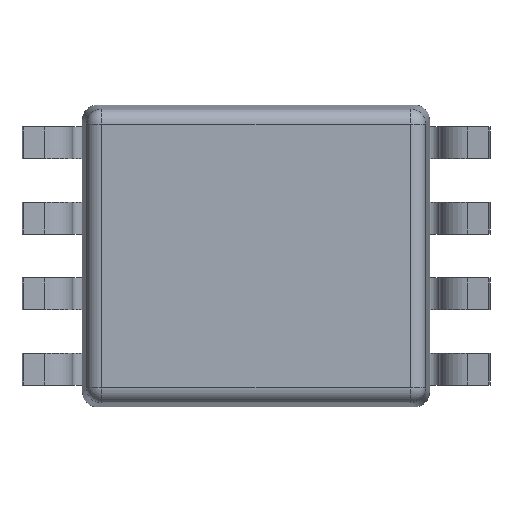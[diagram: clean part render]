
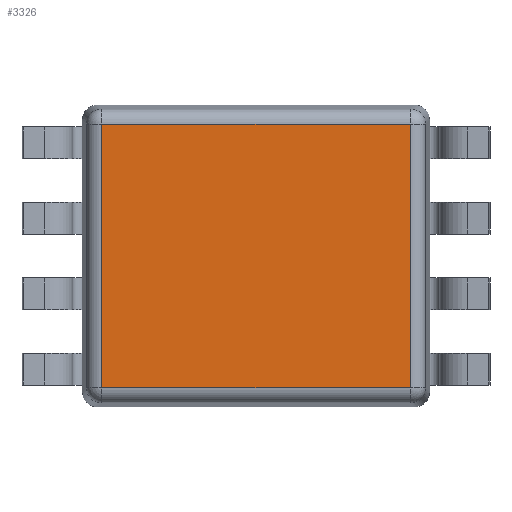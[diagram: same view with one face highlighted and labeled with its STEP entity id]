
A CAD part, front view. The second image highlights one B-rep face of the part: STEP entity #3326.
In plain terms, the highlighted planar face has unit normal (0, -1, 0).
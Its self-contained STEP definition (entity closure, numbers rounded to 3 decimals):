
#3326 = ADVANCED_FACE('',(#3327),#3361,.T.);
#3327 = FACE_BOUND('',#3328,.T.);
#3328 = EDGE_LOOP('',(#3329,#3339,#3347,#3355));
#3329 = ORIENTED_EDGE('',*,*,#3330,.T.);
#3330 = EDGE_CURVE('',#3331,#3333,#3335,.T.);
#3331 = VERTEX_POINT('',#3332);
#3332 = CARTESIAN_POINT('',(1.023,0.1,-0.873));
#3333 = VERTEX_POINT('',#3334);
#3334 = CARTESIAN_POINT('',(1.023,0.1,0.873));
#3335 = LINE('',#3336,#3337);
#3336 = CARTESIAN_POINT('',(1.023,0.1,0.965));
#3337 = VECTOR('',#3338,1.);
#3338 = DIRECTION('',(0.,-0.,1.));
#3339 = ORIENTED_EDGE('',*,*,#3340,.T.);
#3340 = EDGE_CURVE('',#3333,#3341,#3343,.T.);
#3341 = VERTEX_POINT('',#3342);
#3342 = CARTESIAN_POINT('',(-1.023,0.1,0.873));
#3343 = LINE('',#3344,#3345);
#3344 = CARTESIAN_POINT('',(-1.115,0.1,0.873));
#3345 = VECTOR('',#3346,1.);
#3346 = DIRECTION('',(-1.,-0.,0.));
#3347 = ORIENTED_EDGE('',*,*,#3348,.T.);
#3348 = EDGE_CURVE('',#3341,#3349,#3351,.T.);
#3349 = VERTEX_POINT('',#3350);
#3350 = CARTESIAN_POINT('',(-1.023,0.1,-0.873));
#3351 = LINE('',#3352,#3353);
#3352 = CARTESIAN_POINT('',(-1.023,0.1,-0.965));
#3353 = VECTOR('',#3354,1.);
#3354 = DIRECTION('',(0.,-0.,-1.));
#3355 = ORIENTED_EDGE('',*,*,#3356,.T.);
#3356 = EDGE_CURVE('',#3349,#3331,#3357,.T.);
#3357 = LINE('',#3358,#3359);
#3358 = CARTESIAN_POINT('',(1.115,0.1,-0.873));
#3359 = VECTOR('',#3360,1.);
#3360 = DIRECTION('',(1.,-0.,0.));
#3361 = PLANE('',#3362);
#3362 = AXIS2_PLACEMENT_3D('',#3363,#3364,#3365);
#3363 = CARTESIAN_POINT('',(0.,0.1,0.));
#3364 = DIRECTION('',(0.,-1.,0.));
#3365 = DIRECTION('',(1.,0.,0.));
